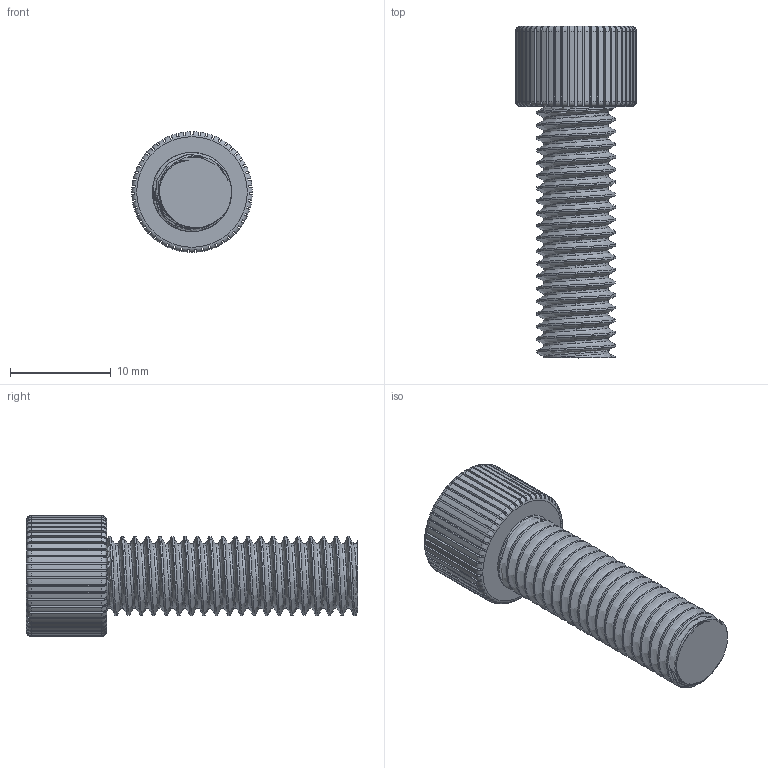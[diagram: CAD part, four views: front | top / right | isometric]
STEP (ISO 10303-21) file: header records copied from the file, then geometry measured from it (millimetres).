
FILE_DESCRIPTION(/* description */ (''),/* implementation_level */ '2;1');
FILE_NAME(/* name */ 'feba640f-490a-4489-b64a-249f838e61b5.stp',/* time_stamp */ '2022-10-04T16:42:27Z',/* author */ (''),/* organization */ (''),/* preprocessor_version */ 'ST-DEVELOPER v19',/* originating_system */ 'Autodesk Translation Framework v11.7.0.108',/* authorisation */ '');
FILE_SCHEMA (('AUTOMOTIVE_DESIGN { 1 0 10303 214 3 1 1 }'));
Length unit declared in the file: millimetre
Products named in the file (1): rear rim bolt
Bounding box: 12 x 33 x 12 mm (x, y, z)
Volume: 1599.6 mm3; surface area: 1821.2 mm2
Topology: 1 solids, 1 shells, 260 faces, 768 edges, 512 vertices
Faces by surface type: plane 163, cylinder 93, torus 2, bspline 2
Full cylindrical faces by diameter (mm): 6.446 x7, 7.866 x12
Entity records: 12917 total; most frequent: CARTESIAN_POINT 6621, ORIENTED_EDGE 1536, DIRECTION 1000, EDGE_CURVE 768, VERTEX_POINT 512, B_SPLINE_CURVE_WITH_KNOTS 396, AXIS2_PLACEMENT_3D 369, EDGE_LOOP 262
